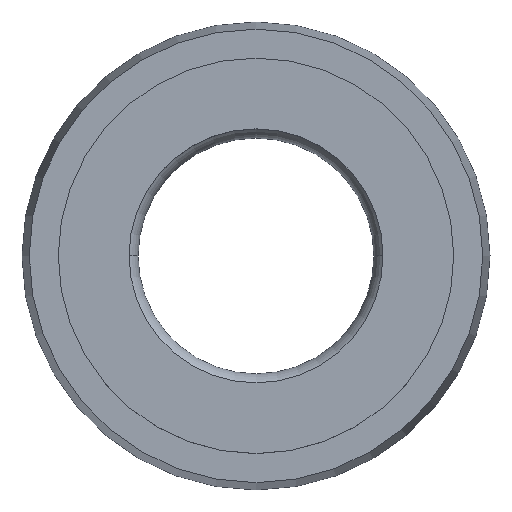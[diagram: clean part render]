
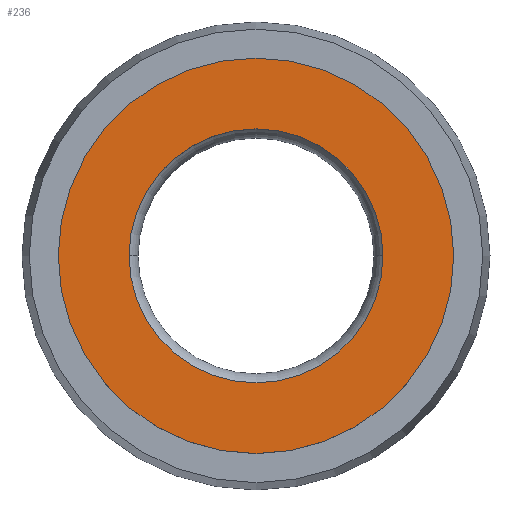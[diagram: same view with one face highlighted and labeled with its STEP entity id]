
A CAD part, top view. The second image highlights one B-rep face of the part: STEP entity #236.
In plain terms, the highlighted planar face has unit normal (0, 0, 1).
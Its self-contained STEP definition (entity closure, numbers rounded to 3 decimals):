
#4 = EDGE_CURVE ( 'NONE', #634, #302, #151, .T. ) ;
#26 = ORIENTED_EDGE ( 'NONE', *, *, #61, .T. ) ;
#37 = AXIS2_PLACEMENT_3D ( 'NONE', #250, #299, #344 ) ;
#61 = EDGE_CURVE ( 'NONE', #351, #306, #111, .T. ) ;
#65 = CARTESIAN_POINT ( 'NONE',  ( -5.45, 0., 0. ) ) ;
#77 = ORIENTED_EDGE ( 'NONE', *, *, #267, .F. ) ;
#79 = FACE_OUTER_BOUND ( 'NONE', #527, .T. ) ;
#111 = CIRCLE ( 'NONE', #114, 5.45 ) ;
#114 = AXIS2_PLACEMENT_3D ( 'NONE', #120, #443, #401 ) ;
#120 = CARTESIAN_POINT ( 'NONE',  ( 0., 0., 0. ) ) ;
#151 = CIRCLE ( 'NONE', #37, 3.5 ) ;
#171 = CARTESIAN_POINT ( 'NONE',  ( 0., 0., 0. ) ) ;
#187 = AXIS2_PLACEMENT_3D ( 'NONE', #560, #604, #505 ) ;
#219 = AXIS2_PLACEMENT_3D ( 'NONE', #171, #548, #455 ) ;
#236 = ADVANCED_FACE ( 'NONE', ( #421, #79 ), #275, .F. ) ;
#240 = CARTESIAN_POINT ( 'NONE',  ( 3.5, 0., 0. ) ) ;
#250 = CARTESIAN_POINT ( 'NONE',  ( 0., 0., 0. ) ) ;
#254 = EDGE_CURVE ( 'NONE', #306, #351, #389, .T. ) ;
#267 = EDGE_CURVE ( 'NONE', #302, #634, #612, .T. ) ;
#275 = PLANE ( 'NONE',  #314 ) ;
#299 = DIRECTION ( 'NONE',  ( 0., 0., 1. ) ) ;
#302 = VERTEX_POINT ( 'NONE', #363 ) ;
#306 = VERTEX_POINT ( 'NONE', #65 ) ;
#314 = AXIS2_PLACEMENT_3D ( 'NONE', #367, #405, #413 ) ;
#315 = ORIENTED_EDGE ( 'NONE', *, *, #4, .F. ) ;
#344 = DIRECTION ( 'NONE',  ( 1., 0., 0. ) ) ;
#351 = VERTEX_POINT ( 'NONE', #610 ) ;
#363 = CARTESIAN_POINT ( 'NONE',  ( -3.5, 0., 0. ) ) ;
#367 = CARTESIAN_POINT ( 'NONE',  ( 0., 0., 0. ) ) ;
#389 = CIRCLE ( 'NONE', #219, 5.45 ) ;
#401 = DIRECTION ( 'NONE',  ( 1., 0., 0. ) ) ;
#405 = DIRECTION ( 'NONE',  ( 0., 0., -1. ) ) ;
#413 = DIRECTION ( 'NONE',  ( -1., 0., 0. ) ) ;
#418 = EDGE_LOOP ( 'NONE', ( #315, #77 ) ) ;
#421 = FACE_BOUND ( 'NONE', #418, .T. ) ;
#437 = ORIENTED_EDGE ( 'NONE', *, *, #254, .T. ) ;
#443 = DIRECTION ( 'NONE',  ( 0., 0., 1. ) ) ;
#455 = DIRECTION ( 'NONE',  ( 1., 0., 0. ) ) ;
#505 = DIRECTION ( 'NONE',  ( 1., 0., 0. ) ) ;
#527 = EDGE_LOOP ( 'NONE', ( #26, #437 ) ) ;
#548 = DIRECTION ( 'NONE',  ( 0., 0., 1. ) ) ;
#560 = CARTESIAN_POINT ( 'NONE',  ( 0., 0., 0. ) ) ;
#604 = DIRECTION ( 'NONE',  ( 0., 0., 1. ) ) ;
#610 = CARTESIAN_POINT ( 'NONE',  ( 5.45, 0., 0. ) ) ;
#612 = CIRCLE ( 'NONE', #187, 3.5 ) ;
#634 = VERTEX_POINT ( 'NONE', #240 ) ;
